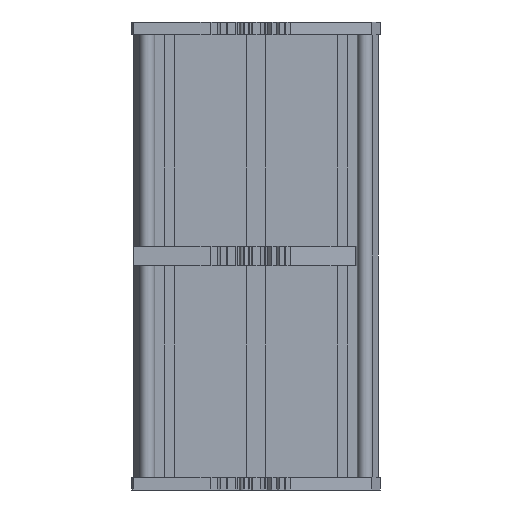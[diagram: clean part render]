
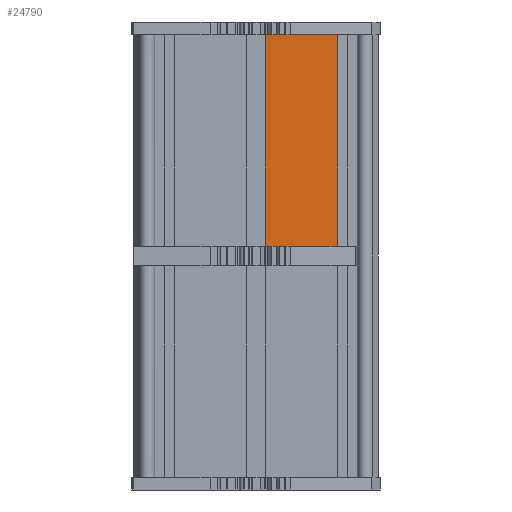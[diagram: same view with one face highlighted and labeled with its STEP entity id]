
A CAD part, front view. The second image highlights one B-rep face of the part: STEP entity #24790.
In plain terms, the highlighted planar face has unit normal (0, -1, 0).
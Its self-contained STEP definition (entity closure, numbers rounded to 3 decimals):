
#1480=CARTESIAN_POINT('',(28.45,11.9,233.45));
#1490=VERTEX_POINT('',#1480);
#1520=CARTESIAN_POINT('',(7.39,11.9,233.45));
#1530=DIRECTION('',(1.,0.,0.));
#1540=VECTOR('',#1530,1.);
#1550=LINE('',#1520,#1540);
#1560=CARTESIAN_POINT('',(-12.3,11.9,233.45));
#1570=VERTEX_POINT('',#1560);
#1580=EDGE_CURVE('',#1570,#1490,#1550,.T.);
#11740=CARTESIAN_POINT('',(-12.3,11.9,5.45));
#11750=DIRECTION('',(0.,0.,1.));
#11760=VECTOR('',#11750,1.);
#11770=LINE('',#11740,#11760);
#11780=CARTESIAN_POINT('',(-12.3,11.9,124.95));
#11790=VERTEX_POINT('',#11780);
#11800=EDGE_CURVE('',#11790,#1570,#11770,.T.);
#24560=CARTESIAN_POINT('',(-12.3,11.9,5.45));
#24570=DIRECTION('',(0.,1.,-0.));
#24580=DIRECTION('',(-1.,0.,0.));
#24590=AXIS2_PLACEMENT_3D('',#24560,#24570,#24580);
#24600=PLANE('',#24590);
#24610=CARTESIAN_POINT('',(28.45,11.9,5.45));
#24620=DIRECTION('',(0.,0.,1.));
#24630=VECTOR('',#24620,1.);
#24640=LINE('',#24610,#24630);
#24650=CARTESIAN_POINT('',(28.45,11.9,124.95));
#24660=VERTEX_POINT('',#24650);
#24670=EDGE_CURVE('',#24660,#1490,#24640,.T.);
#24680=ORIENTED_EDGE('',*,*,#24670,.T.);
#24690=CARTESIAN_POINT('',(7.39,11.9,124.95));
#24700=DIRECTION('',(-1.,0.,0.));
#24710=VECTOR('',#24700,1.);
#24720=LINE('',#24690,#24710);
#24730=EDGE_CURVE('',#24660,#11790,#24720,.T.);
#24740=ORIENTED_EDGE('',*,*,#24730,.F.);
#24750=ORIENTED_EDGE('',*,*,#11800,.F.);
#24760=ORIENTED_EDGE('',*,*,#1580,.F.);
#24770=EDGE_LOOP('',(#24760,#24750,#24740,#24680));
#24780=FACE_OUTER_BOUND('',#24770,.T.);
#24790=ADVANCED_FACE('',(#24780),#24600,.F.);
